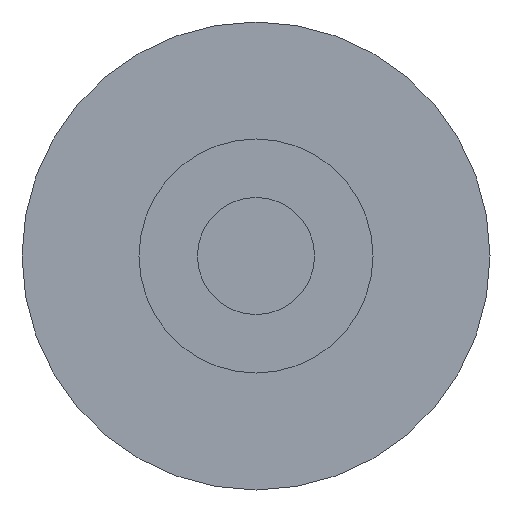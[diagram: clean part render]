
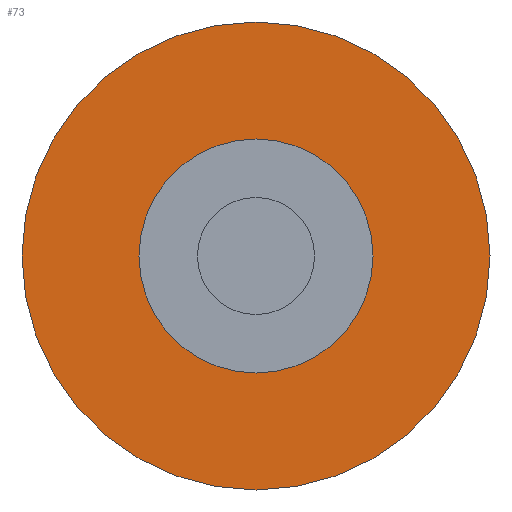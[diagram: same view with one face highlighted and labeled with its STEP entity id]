
A CAD part, front view. The second image highlights one B-rep face of the part: STEP entity #73.
In plain terms, the highlighted planar face has unit normal (0, -1, 0).
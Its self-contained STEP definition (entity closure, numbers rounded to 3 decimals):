
#5 = DIRECTION ( 'NONE',  ( 0., 0., 1. ) ) ;
#20 = ORIENTED_EDGE ( 'NONE', *, *, #312, .T. ) ;
#21 = DIRECTION ( 'NONE',  ( 0., 1., 0. ) ) ;
#46 = AXIS2_PLACEMENT_3D ( 'NONE', #309, #21, #145 ) ;
#59 = CIRCLE ( 'NONE', #278, 5. ) ;
#73 = ADVANCED_FACE ( 'NONE', ( #96, #261 ), #75, .F. ) ;
#75 = PLANE ( 'NONE',  #216 ) ;
#78 = DIRECTION ( 'NONE',  ( 0., 1., 0. ) ) ;
#86 = EDGE_LOOP ( 'NONE', ( #219, #125 ) ) ;
#96 = FACE_OUTER_BOUND ( 'NONE', #86, .T. ) ;
#98 = DIRECTION ( 'NONE',  ( 0., 1., 0. ) ) ;
#102 = CIRCLE ( 'NONE', #292, 10. ) ;
#108 = CIRCLE ( 'NONE', #46, 5. ) ;
#125 = ORIENTED_EDGE ( 'NONE', *, *, #129, .F. ) ;
#129 = EDGE_CURVE ( 'NONE', #242, #210, #102, .T. ) ;
#141 = CARTESIAN_POINT ( 'NONE',  ( 0., -4., -10. ) ) ;
#145 = DIRECTION ( 'NONE',  ( 0., 0., 1. ) ) ;
#147 = DIRECTION ( 'NONE',  ( 0., 0., 1. ) ) ;
#158 = EDGE_CURVE ( 'NONE', #210, #242, #319, .T. ) ;
#163 = CARTESIAN_POINT ( 'NONE',  ( 0., -4., 0. ) ) ;
#173 = CARTESIAN_POINT ( 'NONE',  ( 0., -4., 0. ) ) ;
#179 = VERTEX_POINT ( 'NONE', #236 ) ;
#191 = DIRECTION ( 'NONE',  ( 0., 1., 0. ) ) ;
#203 = AXIS2_PLACEMENT_3D ( 'NONE', #163, #191, #218 ) ;
#210 = VERTEX_POINT ( 'NONE', #279 ) ;
#216 = AXIS2_PLACEMENT_3D ( 'NONE', #258, #98, #282 ) ;
#217 = ORIENTED_EDGE ( 'NONE', *, *, #296, .T. ) ;
#218 = DIRECTION ( 'NONE',  ( 0., 0., 1. ) ) ;
#219 = ORIENTED_EDGE ( 'NONE', *, *, #158, .F. ) ;
#236 = CARTESIAN_POINT ( 'NONE',  ( 0., -4., 5. ) ) ;
#242 = VERTEX_POINT ( 'NONE', #141 ) ;
#247 = VERTEX_POINT ( 'NONE', #333 ) ;
#258 = CARTESIAN_POINT ( 'NONE',  ( 10., -4., 0. ) ) ;
#261 = FACE_BOUND ( 'NONE', #314, .T. ) ;
#264 = CARTESIAN_POINT ( 'NONE',  ( 0., -4., 0. ) ) ;
#278 = AXIS2_PLACEMENT_3D ( 'NONE', #173, #78, #5 ) ;
#279 = CARTESIAN_POINT ( 'NONE',  ( 0., -4., 10. ) ) ;
#282 = DIRECTION ( 'NONE',  ( 0., 0., 1. ) ) ;
#290 = DIRECTION ( 'NONE',  ( 0., 1., 0. ) ) ;
#292 = AXIS2_PLACEMENT_3D ( 'NONE', #264, #290, #147 ) ;
#296 = EDGE_CURVE ( 'NONE', #179, #247, #108, .T. ) ;
#309 = CARTESIAN_POINT ( 'NONE',  ( 0., -4., 0. ) ) ;
#312 = EDGE_CURVE ( 'NONE', #247, #179, #59, .T. ) ;
#314 = EDGE_LOOP ( 'NONE', ( #217, #20 ) ) ;
#319 = CIRCLE ( 'NONE', #203, 10. ) ;
#333 = CARTESIAN_POINT ( 'NONE',  ( 0., -4., -5. ) ) ;
